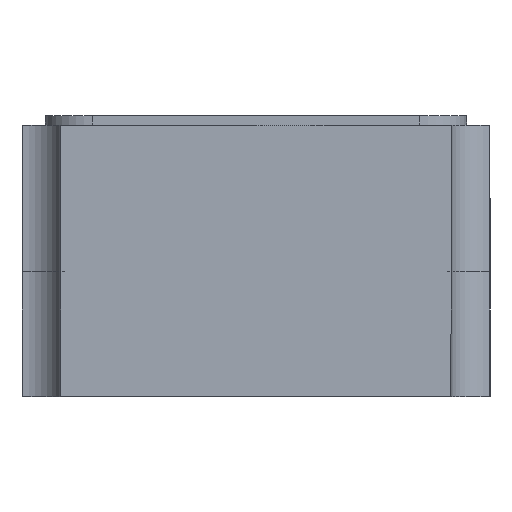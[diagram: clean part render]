
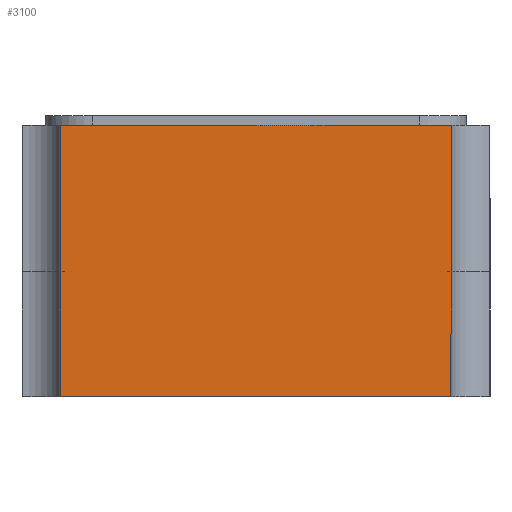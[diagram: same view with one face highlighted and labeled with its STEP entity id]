
A CAD part, left-side view. The second image highlights one B-rep face of the part: STEP entity #3100.
In plain terms, the highlighted planar face has unit normal (-1, 0, 0).
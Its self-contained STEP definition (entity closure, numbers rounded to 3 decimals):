
#198=FACE_OUTER_BOUND('',#383,.T.);
#383=EDGE_LOOP('',(#2140,#2141,#2142,#2143,#2144,#2145));
#642=LINE('',#4848,#978);
#646=LINE('',#4865,#982);
#655=LINE('',#4891,#991);
#656=LINE('',#4893,#992);
#657=LINE('',#4894,#993);
#658=LINE('',#4895,#994);
#978=VECTOR('',#3514,1000.);
#982=VECTOR('',#3528,1000.);
#991=VECTOR('',#3549,1000.);
#992=VECTOR('',#3550,1000.);
#993=VECTOR('',#3551,1000.);
#994=VECTOR('',#3552,1000.);
#1350=VERTEX_POINT('',#4841);
#1353=VERTEX_POINT('',#4846);
#1355=VERTEX_POINT('',#4851);
#1361=VERTEX_POINT('',#4863);
#1372=VERTEX_POINT('',#4890);
#1373=VERTEX_POINT('',#4892);
#1657=EDGE_CURVE('',#1350,#1353,#642,.T.);
#1665=EDGE_CURVE('',#1355,#1361,#646,.T.);
#1678=EDGE_CURVE('',#1355,#1372,#655,.T.);
#1679=EDGE_CURVE('',#1361,#1373,#656,.T.);
#1680=EDGE_CURVE('',#1373,#1350,#657,.T.);
#1681=EDGE_CURVE('',#1372,#1353,#658,.T.);
#2140=ORIENTED_EDGE('',*,*,#1678,.F.);
#2141=ORIENTED_EDGE('',*,*,#1665,.T.);
#2142=ORIENTED_EDGE('',*,*,#1679,.T.);
#2143=ORIENTED_EDGE('',*,*,#1680,.T.);
#2144=ORIENTED_EDGE('',*,*,#1657,.T.);
#2145=ORIENTED_EDGE('',*,*,#1681,.F.);
#2944=PLANE('',#3304);
#3100=ADVANCED_FACE('',(#198),#2944,.F.);
#3304=AXIS2_PLACEMENT_3D('',#4889,#3547,#3548);
#3514=DIRECTION('',(0.,-1.,0.));
#3528=DIRECTION('',(0.,1.,0.));
#3547=DIRECTION('center_axis',(1.,0.,0.));
#3548=DIRECTION('ref_axis',(0.,1.,0.));
#3549=DIRECTION('',(0.,0.,-1.));
#3550=DIRECTION('',(0.,0.,-1.));
#3551=DIRECTION('',(0.,0.,-1.));
#3552=DIRECTION('',(0.,0.,-1.));
#4841=CARTESIAN_POINT('',(-1.6,0.625,0.));
#4846=CARTESIAN_POINT('',(-1.6,-0.625,0.));
#4848=CARTESIAN_POINT('',(-1.6,0.75,0.));
#4851=CARTESIAN_POINT('',(-1.6,-0.625,0.87));
#4863=CARTESIAN_POINT('',(-1.6,0.625,0.87));
#4865=CARTESIAN_POINT('',(-1.6,-0.75,0.87));
#4889=CARTESIAN_POINT('Origin',(-1.6,0.75,0.9));
#4890=CARTESIAN_POINT('',(-1.6,-0.625,0.4));
#4891=CARTESIAN_POINT('',(-1.6,-0.625,0.9));
#4892=CARTESIAN_POINT('',(-1.6,0.625,0.4));
#4893=CARTESIAN_POINT('',(-1.6,0.625,0.9));
#4894=CARTESIAN_POINT('',(-1.6,0.625,0.4));
#4895=CARTESIAN_POINT('',(-1.6,-0.625,0.4));
